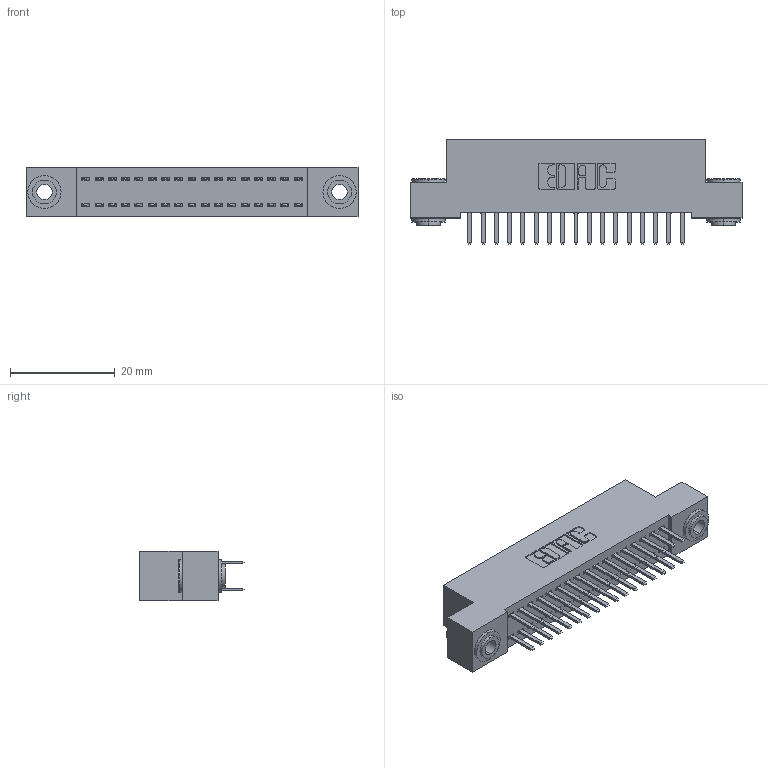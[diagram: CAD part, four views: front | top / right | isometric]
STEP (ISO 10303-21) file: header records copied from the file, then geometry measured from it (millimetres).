
FILE_DESCRIPTION (( 'STEP AP203' ), '1' );
FILE_NAME ('342-034-520-203.STEP', '2019-10-02T11:57:51', ( '' ), ( '' ), 'SwSTEP 2.0', 'SolidWorks 2016', '' );
FILE_SCHEMA (( 'CONFIG_CONTROL_DESIGN' ));
Length unit declared in the file: inch
Products named in the file (4): 342-034-520-203; 342 Part_.156 TH; 345-292-001_345-293-120; 342-250-002_345-250-002-102
Assembly tree (37 placements, depth 2):
  342-034-520-203
    342 Part_.156 TH
    345-292-001_345-293-120  x34
    342-250-002_345-250-002-102  x2
Bounding box: 63.5 x 20.02 x 9.4 mm (x, y, z)
Volume: 5595 mm3; surface area: 8670.1 mm2
Topology: 37 solids, 37 shells, 2052 faces, 5917 edges, 3850 vertices
Faces by surface type: plane 1368, cylinder 676, cone 8
Entity records: 14802 total; most frequent: CARTESIAN_POINT 2469, ORIENTED_EDGE 2386, DIRECTION 2175, EDGE_CURVE 1193, LINE 1037, VECTOR 1037, VERTEX_POINT 790, AXIS2_PLACEMENT_3D 569
